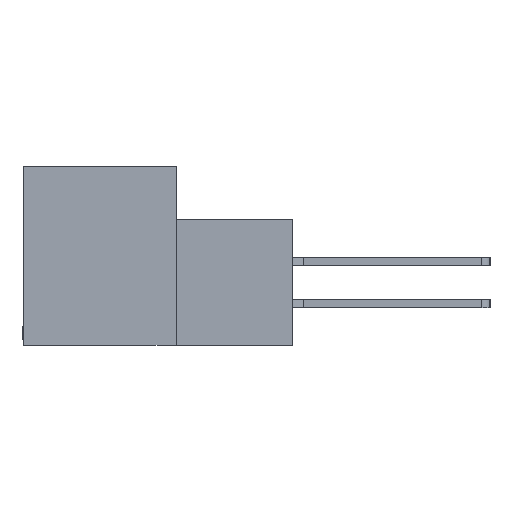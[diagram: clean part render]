
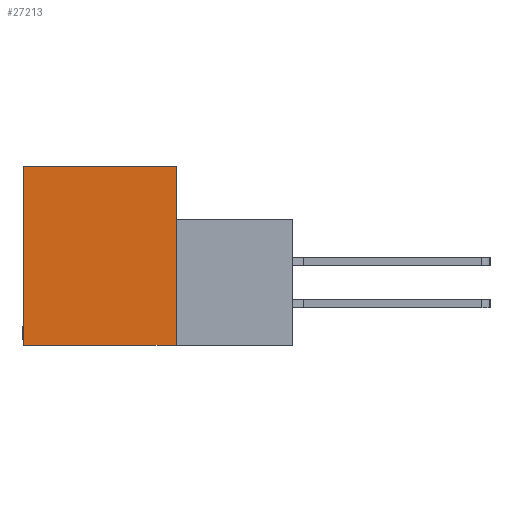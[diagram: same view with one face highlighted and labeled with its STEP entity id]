
A CAD part, left-side view. The second image highlights one B-rep face of the part: STEP entity #27213.
In plain terms, the highlighted planar face has unit normal (-1, 0, 0).
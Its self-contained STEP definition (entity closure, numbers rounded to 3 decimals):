
#35 = CARTESIAN_POINT ( 'NONE',  ( 0., 0., 0. ) ) ;
#507 = DIRECTION ( 'NONE',  ( 0., 0., -1. ) ) ;
#1077 = VERTEX_POINT ( 'NONE', #42836 ) ;
#1784 = LINE ( 'NONE', #15227, #36465 ) ;
#2862 = ORIENTED_EDGE ( 'NONE', *, *, #29649, .F. ) ;
#3246 = DIRECTION ( 'NONE',  ( 0., -1., 0. ) ) ;
#7041 = CARTESIAN_POINT ( 'NONE',  ( 0., -8.814, -13.487 ) ) ;
#7532 = EDGE_LOOP ( 'NONE', ( #31968, #29617, #20907, #2862 ) ) ;
#9985 = CARTESIAN_POINT ( 'NONE',  ( 0., 11.506, 0. ) ) ;
#10123 = VECTOR ( 'NONE', #28145, 1000. ) ;
#15227 = CARTESIAN_POINT ( 'NONE',  ( 0., 11.506, -13.487 ) ) ;
#20400 = EDGE_CURVE ( 'NONE', #41125, #1077, #44949, .T. ) ;
#20907 = ORIENTED_EDGE ( 'NONE', *, *, #41365, .F. ) ;
#22323 = DIRECTION ( 'NONE',  ( 0., 0., 1. ) ) ;
#22744 = VECTOR ( 'NONE', #3246, 1000. ) ;
#24028 = DIRECTION ( 'NONE',  ( 0., 0., -1. ) ) ;
#24914 = LINE ( 'NONE', #9985, #22744 ) ;
#27213 = ADVANCED_FACE ( 'NONE', ( #37228 ), #42296, .F. ) ;
#27462 = VERTEX_POINT ( 'NONE', #37163 ) ;
#28145 = DIRECTION ( 'NONE',  ( 0., 1., 0. ) ) ;
#29617 = ORIENTED_EDGE ( 'NONE', *, *, #33043, .F. ) ;
#29633 = LINE ( 'NONE', #37922, #30739 ) ;
#29649 = EDGE_CURVE ( 'NONE', #1077, #27462, #1784, .T. ) ;
#30739 = VECTOR ( 'NONE', #24028, 1000. ) ;
#31968 = ORIENTED_EDGE ( 'NONE', *, *, #20400, .F. ) ;
#33043 = EDGE_CURVE ( 'NONE', #38336, #41125, #29633, .T. ) ;
#33312 = CARTESIAN_POINT ( 'NONE',  ( 0., 0., -13.487 ) ) ;
#34967 = CARTESIAN_POINT ( 'NONE',  ( 0., 0., 0. ) ) ;
#36465 = VECTOR ( 'NONE', #22323, 1000. ) ;
#37163 = CARTESIAN_POINT ( 'NONE',  ( 0., 11.506, 0. ) ) ;
#37228 = FACE_OUTER_BOUND ( 'NONE', #7532, .T. ) ;
#37922 = CARTESIAN_POINT ( 'NONE',  ( 0., 0., 0. ) ) ;
#38336 = VERTEX_POINT ( 'NONE', #34967 ) ;
#41125 = VERTEX_POINT ( 'NONE', #33312 ) ;
#41365 = EDGE_CURVE ( 'NONE', #27462, #38336, #24914, .T. ) ;
#42296 = PLANE ( 'NONE',  #43697 ) ;
#42755 = DIRECTION ( 'NONE',  ( 1., 0., 0. ) ) ;
#42836 = CARTESIAN_POINT ( 'NONE',  ( 0., 11.506, -13.487 ) ) ;
#43697 = AXIS2_PLACEMENT_3D ( 'NONE', #35, #42755, #507 ) ;
#44949 = LINE ( 'NONE', #7041, #10123 ) ;
